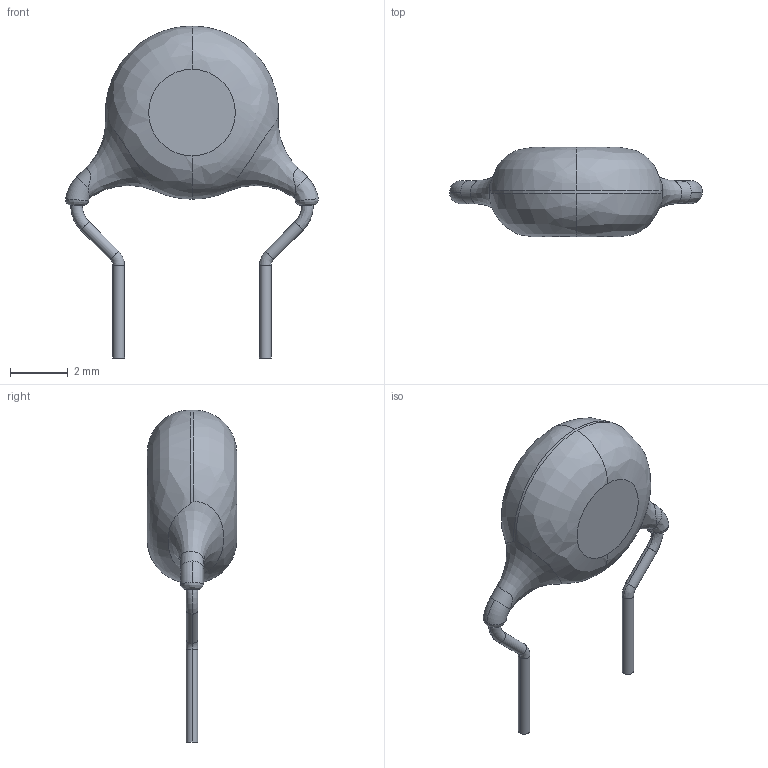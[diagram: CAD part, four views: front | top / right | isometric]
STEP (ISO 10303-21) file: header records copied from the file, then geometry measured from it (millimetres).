
FILE_DESCRIPTION((''),'2;1');
FILE_NAME('FUSR_BOURNS_MF-R005.stp','2012-07-03T13:02:50',(''),(''),'Mechanical Desktop 2011','Mechanical Desktop 2011',', , ');
FILE_SCHEMA(('AUTOMOTIVE_DESIGN { 1 2 10303 214 1 1 1 1 }'));
Length unit declared in the file: millimetre
Products named in the file (1): Product
Bounding box: 8.76 x 3.1 x 11.5 mm (x, y, z)
Volume: 78.9 mm3; surface area: 131.6 mm2
Topology: 3 solids, 3 shells, 44 faces, 98 edges, 60 vertices
Faces by surface type: bspline 24, cylinder 9, torus 6, plane 5
Entity records: 3187 total; most frequent: CARTESIAN_POINT 2241, ORIENTED_EDGE 196, DIRECTION 178, EDGE_CURVE 98, AXIS2_PLACEMENT_3D 83, CIRCLE 62, VERTEX_POINT 60, EDGE_LOOP 44
